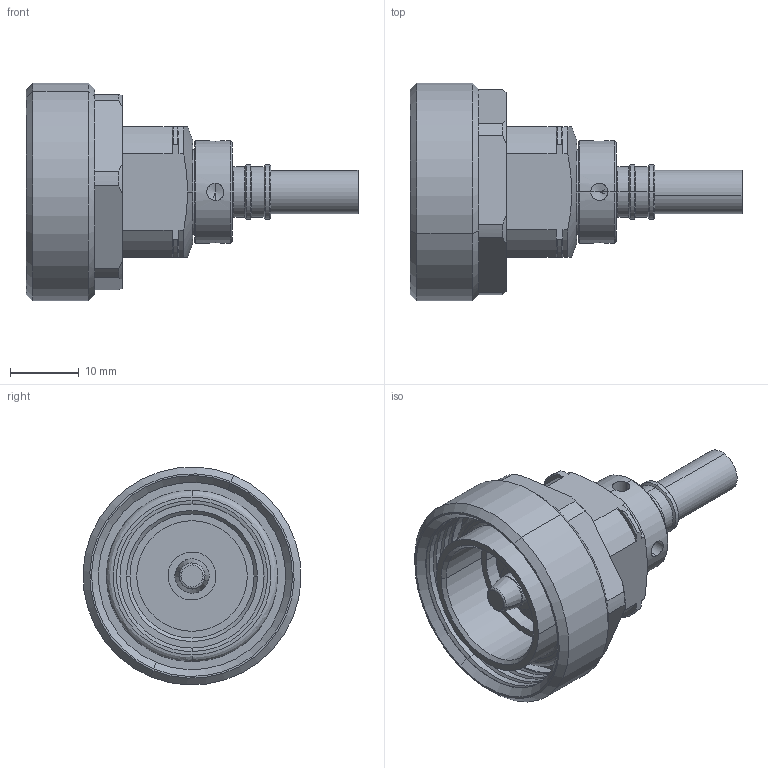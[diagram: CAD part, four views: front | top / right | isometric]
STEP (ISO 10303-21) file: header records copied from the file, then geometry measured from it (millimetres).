
FILE_DESCRIPTION (( 'STEP AP214' ), '1' );
FILE_NAME ('3190-8102(EZ-195&200-716M-X)_SD.STEP', '2020-12-14T07:21:05', ( '' ), ( '' ), 'SwSTEP 2.0', 'SolidWorks 2018', '' );
FILE_SCHEMA (( 'AUTOMOTIVE_DESIGN' ));
Length unit declared in the file: millimetre
Products named in the file (5): 3192-6053_SD; SD^3192-6053; 3192-6113_SD; SD^3192-6113; 3190-8102(EZ-195&200-716M-X)_SD
Assembly tree (4 placements, depth 3):
  3190-8102(EZ-195&200-716M-X)_SD
    3192-6113_SD
      SD^3192-6113
    3192-6053_SD
      SD^3192-6053
Bounding box: 48.4 x 31.77 x 31.77 mm (x, y, z)
Volume: 10870.3 mm3; surface area: 7719.6 mm2
Topology: 3 solids, 3 shells, 210 faces, 474 edges, 280 vertices
Faces by surface type: cylinder 77, cone 73, plane 46, bspline 12, torus 2
Entity records: 6467 total; most frequent: CARTESIAN_POINT 1629, DIRECTION 1058, ORIENTED_EDGE 932, EDGE_CURVE 466, AXIS2_PLACEMENT_3D 435, VERTEX_POINT 280, EDGE_LOOP 230, CIRCLE 228
